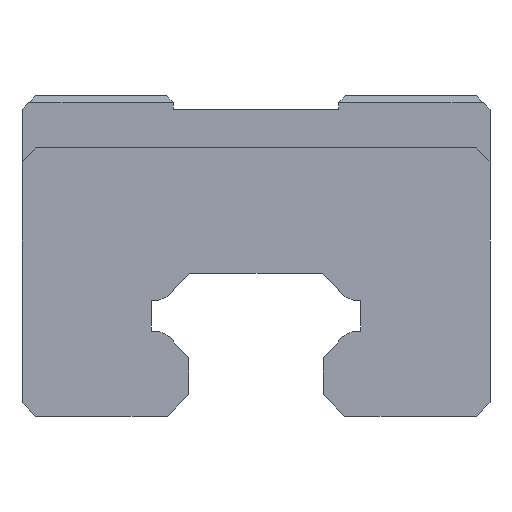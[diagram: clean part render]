
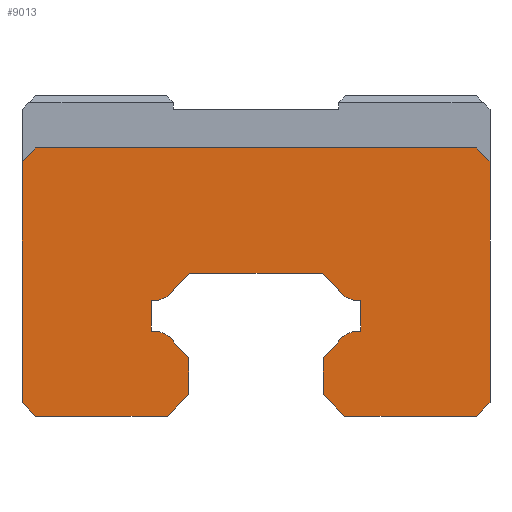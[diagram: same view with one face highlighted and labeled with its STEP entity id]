
A CAD part, front view. The second image highlights one B-rep face of the part: STEP entity #9013.
In plain terms, the highlighted planar face has unit normal (0, -1, 0).
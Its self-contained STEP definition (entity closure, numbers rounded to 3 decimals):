
#31=CIRCLE('',#9309,1.9);
#32=CIRCLE('',#9310,1.9);
#33=CIRCLE('',#9311,1.9);
#34=CIRCLE('',#9312,1.9);
#1130=FACE_OUTER_BOUND('',#1653,.T.);
#1653=EDGE_LOOP('',(#8044,#8045,#8046,#8047,#8048,#8049,#8050,#8051,#8052,
#8053,#8054,#8055,#8056,#8057,#8058,#8059,#8060,#8061,#8062,#8063,#8064,
#8065,#8066,#8067));
#2503=LINE('',#15875,#3395);
#2508=LINE('',#15891,#3400);
#2510=LINE('',#15895,#3402);
#2517=LINE('',#15909,#3409);
#2518=LINE('',#15911,#3410);
#2519=LINE('',#15913,#3411);
#2520=LINE('',#15915,#3412);
#2521=LINE('',#15919,#3413);
#2522=LINE('',#15923,#3414);
#2523=LINE('',#15925,#3415);
#2524=LINE('',#15927,#3416);
#2525=LINE('',#15931,#3417);
#2526=LINE('',#15935,#3418);
#2527=LINE('',#15937,#3419);
#2528=LINE('',#15939,#3420);
#2529=LINE('',#15941,#3421);
#2530=LINE('',#15943,#3422);
#2531=LINE('',#15945,#3423);
#2532=LINE('',#15946,#3424);
#2533=LINE('',#15947,#3425);
#3395=VECTOR('',#10619,10.);
#3400=VECTOR('',#10636,10.);
#3402=VECTOR('',#10640,10.);
#3409=VECTOR('',#10649,10.);
#3410=VECTOR('',#10650,10.);
#3411=VECTOR('',#10651,10.);
#3412=VECTOR('',#10652,10.);
#3413=VECTOR('',#10655,10.);
#3414=VECTOR('',#10658,10.);
#3415=VECTOR('',#10659,10.);
#3416=VECTOR('',#10660,10.);
#3417=VECTOR('',#10663,10.);
#3418=VECTOR('',#10666,10.);
#3419=VECTOR('',#10667,10.);
#3420=VECTOR('',#10668,10.);
#3421=VECTOR('',#10669,10.);
#3422=VECTOR('',#10670,10.);
#3423=VECTOR('',#10671,10.);
#3424=VECTOR('',#10672,10.);
#3425=VECTOR('',#10673,10.);
#4292=VERTEX_POINT('',#15871);
#4294=VERTEX_POINT('',#15874);
#4298=VERTEX_POINT('',#15888);
#4299=VERTEX_POINT('',#15890);
#4300=VERTEX_POINT('',#15894);
#4306=VERTEX_POINT('',#15908);
#4307=VERTEX_POINT('',#15910);
#4308=VERTEX_POINT('',#15912);
#4309=VERTEX_POINT('',#15914);
#4310=VERTEX_POINT('',#15916);
#4311=VERTEX_POINT('',#15918);
#4312=VERTEX_POINT('',#15920);
#4313=VERTEX_POINT('',#15922);
#4314=VERTEX_POINT('',#15924);
#4315=VERTEX_POINT('',#15926);
#4316=VERTEX_POINT('',#15928);
#4317=VERTEX_POINT('',#15930);
#4318=VERTEX_POINT('',#15932);
#4319=VERTEX_POINT('',#15934);
#4320=VERTEX_POINT('',#15936);
#4321=VERTEX_POINT('',#15938);
#4322=VERTEX_POINT('',#15940);
#4323=VERTEX_POINT('',#15942);
#4324=VERTEX_POINT('',#15944);
#5561=EDGE_CURVE('',#4294,#4292,#2503,.T.);
#5566=EDGE_CURVE('',#4298,#4299,#2508,.T.);
#5568=EDGE_CURVE('',#4300,#4299,#2510,.T.);
#5575=EDGE_CURVE('',#4298,#4306,#2517,.T.);
#5576=EDGE_CURVE('',#4306,#4307,#2518,.T.);
#5577=EDGE_CURVE('',#4307,#4308,#2519,.T.);
#5578=EDGE_CURVE('',#4308,#4309,#2520,.T.);
#5579=EDGE_CURVE('',#4309,#4310,#31,.T.);
#5580=EDGE_CURVE('',#4310,#4311,#2521,.T.);
#5581=EDGE_CURVE('',#4311,#4312,#32,.T.);
#5582=EDGE_CURVE('',#4312,#4313,#2522,.T.);
#5583=EDGE_CURVE('',#4313,#4314,#2523,.T.);
#5584=EDGE_CURVE('',#4314,#4315,#2524,.T.);
#5585=EDGE_CURVE('',#4315,#4316,#33,.T.);
#5586=EDGE_CURVE('',#4316,#4317,#2525,.T.);
#5587=EDGE_CURVE('',#4317,#4318,#34,.T.);
#5588=EDGE_CURVE('',#4318,#4319,#2526,.T.);
#5589=EDGE_CURVE('',#4319,#4320,#2527,.T.);
#5590=EDGE_CURVE('',#4320,#4321,#2528,.T.);
#5591=EDGE_CURVE('',#4321,#4322,#2529,.T.);
#5592=EDGE_CURVE('',#4323,#4322,#2530,.T.);
#5593=EDGE_CURVE('',#4323,#4324,#2531,.T.);
#5594=EDGE_CURVE('',#4294,#4324,#2532,.T.);
#5595=EDGE_CURVE('',#4300,#4292,#2533,.T.);
#8044=ORIENTED_EDGE('',*,*,#5566,.F.);
#8045=ORIENTED_EDGE('',*,*,#5575,.T.);
#8046=ORIENTED_EDGE('',*,*,#5576,.T.);
#8047=ORIENTED_EDGE('',*,*,#5577,.T.);
#8048=ORIENTED_EDGE('',*,*,#5578,.T.);
#8049=ORIENTED_EDGE('',*,*,#5579,.T.);
#8050=ORIENTED_EDGE('',*,*,#5580,.T.);
#8051=ORIENTED_EDGE('',*,*,#5581,.T.);
#8052=ORIENTED_EDGE('',*,*,#5582,.T.);
#8053=ORIENTED_EDGE('',*,*,#5583,.T.);
#8054=ORIENTED_EDGE('',*,*,#5584,.T.);
#8055=ORIENTED_EDGE('',*,*,#5585,.T.);
#8056=ORIENTED_EDGE('',*,*,#5586,.T.);
#8057=ORIENTED_EDGE('',*,*,#5587,.T.);
#8058=ORIENTED_EDGE('',*,*,#5588,.T.);
#8059=ORIENTED_EDGE('',*,*,#5589,.T.);
#8060=ORIENTED_EDGE('',*,*,#5590,.T.);
#8061=ORIENTED_EDGE('',*,*,#5591,.T.);
#8062=ORIENTED_EDGE('',*,*,#5592,.F.);
#8063=ORIENTED_EDGE('',*,*,#5593,.T.);
#8064=ORIENTED_EDGE('',*,*,#5594,.F.);
#8065=ORIENTED_EDGE('',*,*,#5561,.T.);
#8066=ORIENTED_EDGE('',*,*,#5595,.F.);
#8067=ORIENTED_EDGE('',*,*,#5568,.T.);
#8543=PLANE('',#9308);
#9013=ADVANCED_FACE('',(#1130),#8543,.T.);
#9308=AXIS2_PLACEMENT_3D('',#15907,#10647,#10648);
#9309=AXIS2_PLACEMENT_3D('',#15917,#10653,#10654);
#9310=AXIS2_PLACEMENT_3D('',#15921,#10656,#10657);
#9311=AXIS2_PLACEMENT_3D('',#15929,#10661,#10662);
#9312=AXIS2_PLACEMENT_3D('',#15933,#10664,#10665);
#10619=DIRECTION('',(-1.,0.,0.));
#10636=DIRECTION('',(-0.707,0.,0.707));
#10640=DIRECTION('',(0.,0.,-1.));
#10647=DIRECTION('center_axis',(0.,-1.,0.));
#10648=DIRECTION('ref_axis',(0.,0.,-1.));
#10649=DIRECTION('',(1.,0.,0.));
#10650=DIRECTION('',(0.707,0.,0.707));
#10651=DIRECTION('',(0.,0.,1.));
#10652=DIRECTION('',(-0.707,0.,0.707));
#10653=DIRECTION('center_axis',(0.,-1.,0.));
#10654=DIRECTION('ref_axis',(0.869,0.,0.494));
#10655=DIRECTION('',(0.,0.,1.));
#10656=DIRECTION('center_axis',(0.,-1.,0.));
#10657=DIRECTION('ref_axis',(-0.053,0.,-0.999));
#10658=DIRECTION('',(0.707,0.,0.707));
#10659=DIRECTION('',(1.,0.,0.));
#10660=DIRECTION('',(0.707,0.,-0.707));
#10661=DIRECTION('center_axis',(0.,-1.,0.));
#10662=DIRECTION('ref_axis',(-0.869,0.,-0.494));
#10663=DIRECTION('',(0.,0.,-1.));
#10664=DIRECTION('center_axis',(0.,-1.,0.));
#10665=DIRECTION('ref_axis',(0.053,0.,0.999));
#10666=DIRECTION('',(-0.707,0.,-0.707));
#10667=DIRECTION('',(0.,0.,-1.));
#10668=DIRECTION('',(0.707,0.,-0.707));
#10669=DIRECTION('',(1.,0.,0.));
#10670=DIRECTION('',(-0.707,0.,-0.707));
#10671=DIRECTION('',(0.,0.,1.));
#10672=DIRECTION('',(0.707,0.,-0.707));
#10673=DIRECTION('',(0.707,0.,0.707));
#15871=CARTESIAN_POINT('',(-16.,-33.,24.2));
#15874=CARTESIAN_POINT('',(16.,-33.,24.2));
#15875=CARTESIAN_POINT('',(17.,-33.,24.2));
#15888=CARTESIAN_POINT('',(-16.,-33.,4.7));
#15890=CARTESIAN_POINT('',(-17.,-33.,5.7));
#15891=CARTESIAN_POINT('',(-14.718,-33.,3.418));
#15894=CARTESIAN_POINT('',(-17.,-33.,23.2));
#15895=CARTESIAN_POINT('',(-17.,-33.,28.));
#15907=CARTESIAN_POINT('Origin',(0.,-33.,14.571));
#15908=CARTESIAN_POINT('',(-6.459,-33.,4.7));
#15909=CARTESIAN_POINT('',(-17.,-33.,4.7));
#15910=CARTESIAN_POINT('',(-4.868,-33.,6.291));
#15911=CARTESIAN_POINT('',(-6.459,-33.,4.7));
#15912=CARTESIAN_POINT('',(-4.868,-33.,8.959));
#15913=CARTESIAN_POINT('',(-4.868,-33.,6.291));
#15914=CARTESIAN_POINT('',(-5.848,-33.,9.939));
#15915=CARTESIAN_POINT('',(-4.868,-33.,8.959));
#15916=CARTESIAN_POINT('',(-7.6,-33.,10.897));
#15917=CARTESIAN_POINT('Origin',(-7.5,-33.,9.));
#15918=CARTESIAN_POINT('',(-7.6,-33.,13.103));
#15919=CARTESIAN_POINT('',(-7.6,-33.,10.897));
#15920=CARTESIAN_POINT('',(-5.848,-33.,14.061));
#15921=CARTESIAN_POINT('Origin',(-7.5,-33.,15.));
#15922=CARTESIAN_POINT('',(-4.809,-33.,15.1));
#15923=CARTESIAN_POINT('',(-5.848,-33.,14.061));
#15924=CARTESIAN_POINT('',(4.809,-33.,15.1));
#15925=CARTESIAN_POINT('',(-4.809,-33.,15.1));
#15926=CARTESIAN_POINT('',(5.848,-33.,14.061));
#15927=CARTESIAN_POINT('',(4.809,-33.,15.1));
#15928=CARTESIAN_POINT('',(7.6,-33.,13.103));
#15929=CARTESIAN_POINT('Origin',(7.5,-33.,15.));
#15930=CARTESIAN_POINT('',(7.6,-33.,10.897));
#15931=CARTESIAN_POINT('',(7.6,-33.,13.103));
#15932=CARTESIAN_POINT('',(5.848,-33.,9.939));
#15933=CARTESIAN_POINT('Origin',(7.5,-33.,9.));
#15934=CARTESIAN_POINT('',(4.868,-33.,8.959));
#15935=CARTESIAN_POINT('',(5.848,-33.,9.939));
#15936=CARTESIAN_POINT('',(4.868,-33.,6.291));
#15937=CARTESIAN_POINT('',(4.868,-33.,8.959));
#15938=CARTESIAN_POINT('',(6.459,-33.,4.7));
#15939=CARTESIAN_POINT('',(4.868,-33.,6.291));
#15940=CARTESIAN_POINT('',(16.,-33.,4.7));
#15941=CARTESIAN_POINT('',(6.459,-33.,4.7));
#15942=CARTESIAN_POINT('',(17.,-33.,5.7));
#15943=CARTESIAN_POINT('',(14.718,-33.,3.418));
#15944=CARTESIAN_POINT('',(17.,-33.,23.2));
#15945=CARTESIAN_POINT('',(17.,-33.,4.7));
#15946=CARTESIAN_POINT('',(14.657,-33.,25.543));
#15947=CARTESIAN_POINT('',(-14.657,-33.,25.543));
